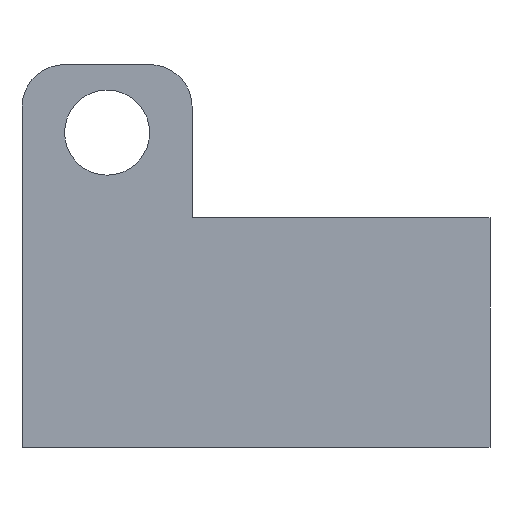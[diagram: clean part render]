
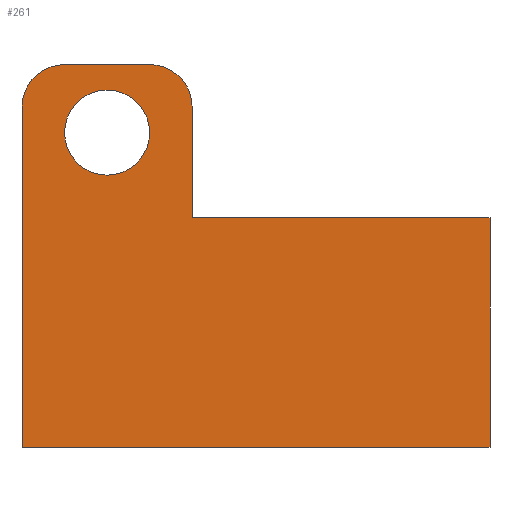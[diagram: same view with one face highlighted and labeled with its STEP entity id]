
A CAD part, left-side view. The second image highlights one B-rep face of the part: STEP entity #261.
In plain terms, the highlighted planar face has unit normal (-1, 0, 0).
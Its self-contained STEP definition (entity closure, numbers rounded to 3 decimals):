
#20=FACE_BOUND('',#63,.T.);
#29=PLANE('',#285);
#43=FACE_OUTER_BOUND('',#62,.T.);
#62=EDGE_LOOP('',(#232,#233,#234,#235,#236,#237,#238,#239));
#63=EDGE_LOOP('',(#240));
#72=LINE('',#384,#97);
#79=LINE('',#399,#104);
#82=LINE('',#405,#107);
#83=LINE('',#413,#108);
#87=LINE('',#424,#112);
#89=LINE('',#427,#114);
#97=VECTOR('',#310,10.);
#104=VECTOR('',#325,10.);
#107=VECTOR('',#330,10.);
#108=VECTOR('',#339,10.);
#112=VECTOR('',#351,10.);
#114=VECTOR('',#355,10.);
#115=CIRCLE('',#266,5.);
#119=CIRCLE('',#273,5.);
#121=CIRCLE('',#279,5.);
#123=VERTEX_POINT('',#360);
#124=VERTEX_POINT('',#361);
#133=VERTEX_POINT('',#383);
#134=VERTEX_POINT('',#387);
#137=VERTEX_POINT('',#397);
#139=VERTEX_POINT('',#403);
#141=VERTEX_POINT('',#409);
#142=VERTEX_POINT('',#412);
#145=VERTEX_POINT('',#423);
#146=EDGE_CURVE('',#123,#124,#115,.T.);
#157=EDGE_CURVE('',#124,#133,#72,.T.);
#159=EDGE_CURVE('',#133,#134,#119,.T.);
#165=EDGE_CURVE('',#137,#123,#79,.T.);
#168=EDGE_CURVE('',#139,#137,#82,.T.);
#170=EDGE_CURVE('',#141,#141,#121,.T.);
#171=EDGE_CURVE('',#142,#134,#83,.T.);
#176=EDGE_CURVE('',#145,#142,#87,.T.);
#178=EDGE_CURVE('',#145,#139,#89,.T.);
#232=ORIENTED_EDGE('',*,*,#146,.F.);
#233=ORIENTED_EDGE('',*,*,#165,.F.);
#234=ORIENTED_EDGE('',*,*,#168,.F.);
#235=ORIENTED_EDGE('',*,*,#178,.F.);
#236=ORIENTED_EDGE('',*,*,#176,.T.);
#237=ORIENTED_EDGE('',*,*,#171,.T.);
#238=ORIENTED_EDGE('',*,*,#159,.F.);
#239=ORIENTED_EDGE('',*,*,#157,.F.);
#240=ORIENTED_EDGE('',*,*,#170,.T.);
#261=ADVANCED_FACE('',(#43,#20),#29,.T.);
#266=AXIS2_PLACEMENT_3D('',#362,#291,#292);
#273=AXIS2_PLACEMENT_3D('',#388,#314,#315);
#279=AXIS2_PLACEMENT_3D('',#410,#335,#336);
#285=AXIS2_PLACEMENT_3D('',#426,#353,#354);
#291=DIRECTION('center_axis',(1.,0.,0.));
#292=DIRECTION('ref_axis',(0.,0.707,0.707));
#310=DIRECTION('',(0.,-1.,0.));
#314=DIRECTION('center_axis',(1.,0.,0.));
#315=DIRECTION('ref_axis',(0.,-0.707,0.707));
#325=DIRECTION('',(0.,0.,1.));
#330=DIRECTION('',(0.,1.,0.));
#335=DIRECTION('center_axis',(1.,0.,0.));
#336=DIRECTION('ref_axis',(0.,0.,1.));
#339=DIRECTION('',(0.,0.,1.));
#351=DIRECTION('',(0.,1.,0.));
#353=DIRECTION('center_axis',(-1.,0.,0.));
#354=DIRECTION('ref_axis',(0.,0.,1.));
#355=DIRECTION('',(0.,0.,-1.));
#360=CARTESIAN_POINT('',(-13.5,55.,26.5));
#361=CARTESIAN_POINT('',(-13.5,50.,31.5));
#362=CARTESIAN_POINT('Origin',(-13.5,50.,26.5));
#383=CARTESIAN_POINT('',(-13.5,40.,31.5));
#384=CARTESIAN_POINT('',(-13.5,55.,31.5));
#387=CARTESIAN_POINT('',(-13.5,35.,26.5));
#388=CARTESIAN_POINT('Origin',(-13.5,40.,26.5));
#397=CARTESIAN_POINT('',(-13.5,55.,-13.5));
#399=CARTESIAN_POINT('',(-13.5,55.,13.5));
#403=CARTESIAN_POINT('',(-13.5,0.,-13.5));
#405=CARTESIAN_POINT('',(-13.5,0.,-13.5));
#409=CARTESIAN_POINT('',(-13.5,45.,28.5));
#410=CARTESIAN_POINT('Origin',(-13.5,45.,23.5));
#412=CARTESIAN_POINT('',(-13.5,35.,13.5));
#413=CARTESIAN_POINT('',(-13.5,35.,13.5));
#423=CARTESIAN_POINT('',(-13.5,0.,13.5));
#424=CARTESIAN_POINT('',(-13.5,0.,13.5));
#426=CARTESIAN_POINT('Origin',(-13.5,0.,-13.5));
#427=CARTESIAN_POINT('',(-13.5,0.,13.5));
